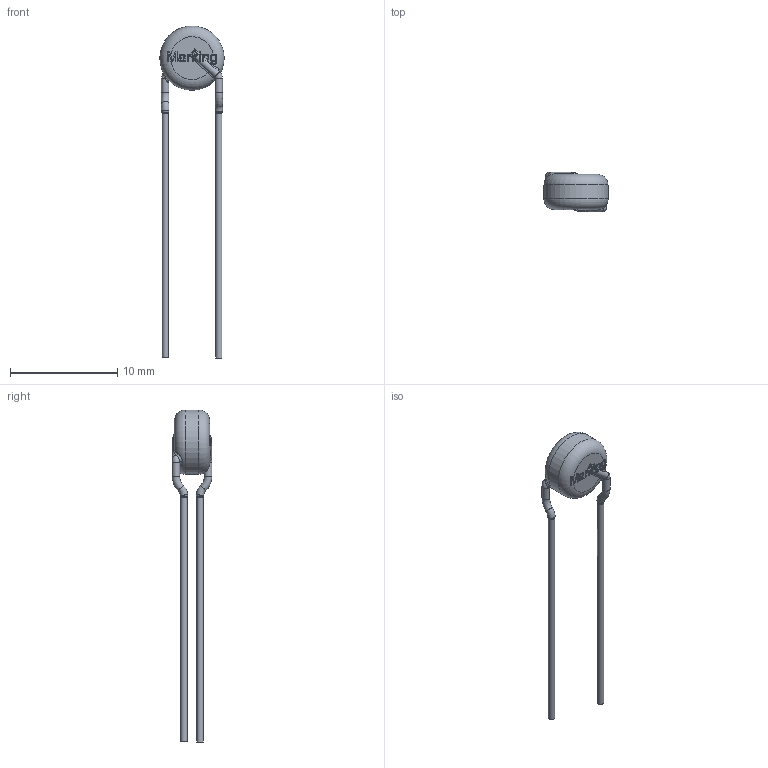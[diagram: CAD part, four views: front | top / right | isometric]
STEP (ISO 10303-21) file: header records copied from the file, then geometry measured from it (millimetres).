
FILE_DESCRIPTION(/* description */ ('Unknown'),/* implementation_level */ '2;1');
FILE_NAME(/* name */ '820454001',/* time_stamp */ '2018-10-05T12:06:51+02:00',/* author */ ('Unknown'),/* organization */ ('Unknown'),/* preprocessor_version */ 'ST-DEVELOPER v16.7',/* originating_system */ 'DEX',/* authorisation */ $);
FILE_SCHEMA (('AUTOMOTIVE_DESIGN {1 0 10303 214 3 1 1}'));
Length unit declared in the file: millimetre
Products named in the file (4): 820454001; 820454001_Teil2; 820454001_Teil1; 820454001_Teil3
Assembly tree (3 placements, depth 2):
  820454001
    820454001_Teil2
    820454001_Teil1
    820454001_Teil3
Bounding box: 6 x 3.7 x 31 mm (x, y, z)
Volume: 102.4 mm3; surface area: 319.1 mm2
Topology: 3 solids, 3 shells, 217 faces, 637 edges, 425 vertices
Faces by surface type: bspline 96, plane 89, cylinder 21, torus 11
Full cylindrical faces by diameter (mm): 0.6 x2, 0.7 x2, 6 x1
Entity records: 13045 total; most frequent: CARTESIAN_POINT 6866, ORIENTED_EDGE 1210, EDGE_CURVE 605, DIRECTION 529, VERTEX_POINT 413, B_SPLINE_CURVE_WITH_KNOTS 386, EDGE_LOOP 236, FACE_BOUND 236
